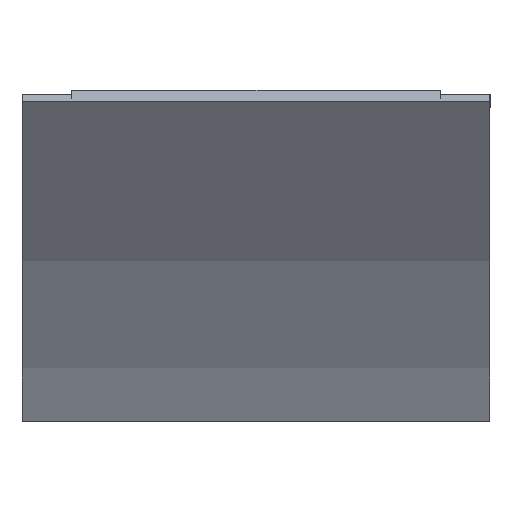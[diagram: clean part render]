
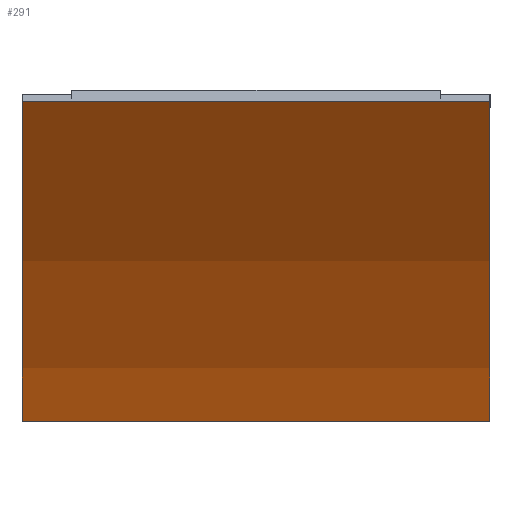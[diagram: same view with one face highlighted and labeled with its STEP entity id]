
A CAD part, left-side view. The second image highlights one B-rep face of the part: STEP entity #291.
In plain terms, the highlighted cylindrical face has radius 120.33 mm (diameter 240.66 mm), a partial arc.
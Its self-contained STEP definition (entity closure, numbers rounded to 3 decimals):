
#44=DIRECTION('',(0.,1.,0.));
#45=VECTOR('',#44,12.7);
#46=CARTESIAN_POINT('',(45.353,0.,-111.456));
#47=LINE('',#46,#45);
#101=CARTESIAN_POINT('',(0.,0.,0.));
#102=DIRECTION('',(0.,1.,0.));
#103=DIRECTION('',(0.377,0.,-0.926));
#104=AXIS2_PLACEMENT_3D('',#101,#102,#103);
#109=CARTESIAN_POINT('',(0.,12.7,0.));
#110=DIRECTION('',(0.,1.,0.));
#111=DIRECTION('',(0.377,0.,-0.926));
#112=AXIS2_PLACEMENT_3D('',#109,#110,#111);
#165=DIRECTION('',(0.,1.,0.));
#166=VECTOR('',#165,12.7);
#167=CARTESIAN_POINT('',(-45.353,0.,-111.456));
#168=LINE('',#167,#166);
#221=CARTESIAN_POINT('',(45.353,0.,-111.456));
#222=CARTESIAN_POINT('',(45.353,12.7,-111.456));
#223=VERTEX_POINT('',#221);
#224=VERTEX_POINT('',#222);
#237=CARTESIAN_POINT('',(-45.353,0.,-111.456));
#238=CARTESIAN_POINT('',(-45.353,12.7,-111.456));
#239=VERTEX_POINT('',#237);
#240=VERTEX_POINT('',#238);
#277=CARTESIAN_POINT('',(0.,13.335,0.));
#278=DIRECTION('',(0.,-1.,0.));
#279=DIRECTION('',(-0.377,0.,0.926));
#280=AXIS2_PLACEMENT_3D('',#277,#278,#279);
#281=CYLINDRICAL_SURFACE('',#280,120.33);
#282=ORIENTED_EDGE('',*,*,#258,.T.);
#284=ORIENTED_EDGE('',*,*,#283,.T.);
#286=ORIENTED_EDGE('',*,*,#285,.F.);
#288=ORIENTED_EDGE('',*,*,#287,.F.);
#289=EDGE_LOOP('',(#282,#284,#286,#288));
#290=FACE_OUTER_BOUND('',#289,.F.);
#105=CIRCLE('',#104,120.33);
#113=CIRCLE('',#112,120.33);
#258=EDGE_CURVE('',#223,#224,#47,.T.);
#283=EDGE_CURVE('',#224,#240,#113,.T.);
#285=EDGE_CURVE('',#239,#240,#168,.T.);
#287=EDGE_CURVE('',#223,#239,#105,.T.);
#291=ADVANCED_FACE('',(#290),#281,.T.);
